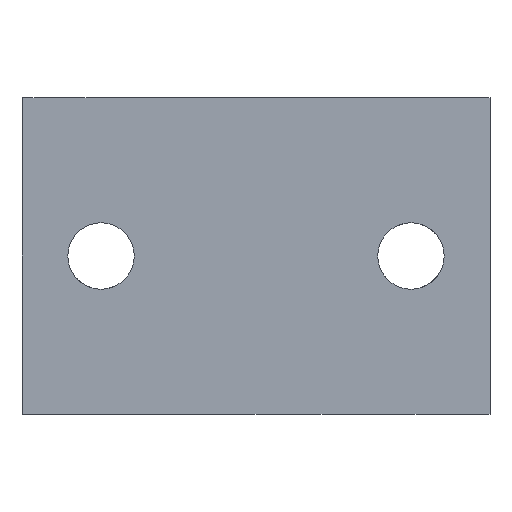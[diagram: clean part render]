
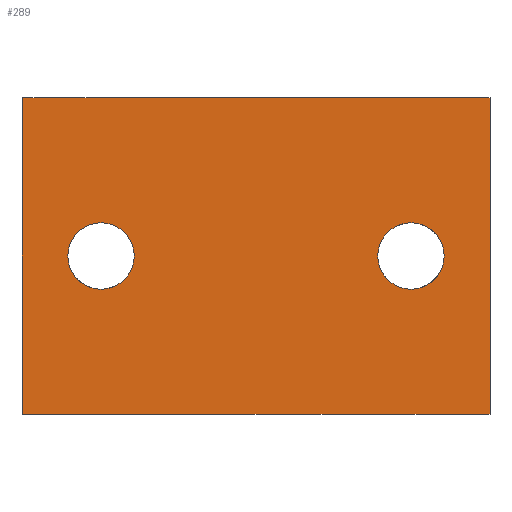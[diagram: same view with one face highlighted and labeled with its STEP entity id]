
A CAD part, left-side view. The second image highlights one B-rep face of the part: STEP entity #289.
In plain terms, the highlighted planar face has unit normal (-1, 0, 0).
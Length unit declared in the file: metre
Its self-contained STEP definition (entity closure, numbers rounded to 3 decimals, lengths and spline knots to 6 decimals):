
#15=PLANE('',#324);
#30=LINE('',#471,#50);
#37=LINE('',#534,#57);
#42=LINE('',#547,#62);
#43=LINE('',#549,#63);
#50=VECTOR('',#350,1.);
#57=VECTOR('',#371,1.);
#62=VECTOR('',#384,1.);
#63=VECTOR('',#385,1.);
#105=ORIENTED_EDGE('',*,*,#173,.T.);
#106=ORIENTED_EDGE('',*,*,#174,.T.);
#107=ORIENTED_EDGE('',*,*,#175,.F.);
#108=ORIENTED_EDGE('',*,*,#176,.F.);
#109=ORIENTED_EDGE('',*,*,#168,.T.);
#110=ORIENTED_EDGE('',*,*,#153,.F.);
#153=EDGE_CURVE('',#191,#192,#30,.T.);
#168=EDGE_CURVE('',#204,#192,#37,.T.);
#173=EDGE_CURVE('',#206,#206,#217,.T.);
#174=EDGE_CURVE('',#207,#207,#218,.T.);
#175=EDGE_CURVE('',#208,#191,#42,.T.);
#176=EDGE_CURVE('',#204,#208,#43,.T.);
#191=VERTEX_POINT('',#472);
#192=VERTEX_POINT('',#473);
#204=VERTEX_POINT('',#535);
#206=VERTEX_POINT('',#544);
#207=VERTEX_POINT('',#546);
#208=VERTEX_POINT('',#548);
#217=CIRCLE('',#325,0.0021);
#218=CIRCLE('',#326,0.0021);
#233=EDGE_LOOP('',(#105));
#234=EDGE_LOOP('',(#106));
#235=EDGE_LOOP('',(#107,#108,#109,#110));
#261=FACE_BOUND('',#233,.T.);
#262=FACE_BOUND('',#234,.T.);
#263=FACE_BOUND('',#235,.T.);
#289=ADVANCED_FACE('',(#261,#262,#263),#15,.T.);
#324=AXIS2_PLACEMENT_3D('',#542,#378,#379);
#325=AXIS2_PLACEMENT_3D('',#543,#380,#381);
#326=AXIS2_PLACEMENT_3D('',#545,#382,#383);
#350=DIRECTION('',(0.,-1.,0.));
#371=DIRECTION('',(0.,0.,1.));
#378=DIRECTION('',(-1.,0.,0.));
#379=DIRECTION('',(0.,0.,1.));
#380=DIRECTION('',(1.,0.,0.));
#381=DIRECTION('',(0.,1.,0.));
#382=DIRECTION('',(1.,0.,0.));
#383=DIRECTION('',(0.,1.,0.));
#384=DIRECTION('',(0.,0.,1.));
#385=DIRECTION('',(0.,1.,0.));
#471=CARTESIAN_POINT('',(-0.014135,0.009587,0.05807));
#472=CARTESIAN_POINT('',(-0.014135,0.014797,0.05807));
#473=CARTESIAN_POINT('',(-0.014135,-0.014797,0.05807));
#534=CARTESIAN_POINT('',(-0.014135,-0.014797,0.052068));
#535=CARTESIAN_POINT('',(-0.014135,-0.014797,0.03807));
#542=CARTESIAN_POINT('',(-0.014135,0.009587,0.052068));
#543=CARTESIAN_POINT('',(-0.014135,-0.009797,0.04807));
#544=CARTESIAN_POINT('',(-0.014135,-0.007697,0.04807));
#545=CARTESIAN_POINT('',(-0.014135,0.009797,0.04807));
#546=CARTESIAN_POINT('',(-0.014135,0.011897,0.04807));
#547=CARTESIAN_POINT('',(-0.014135,0.014797,0.052068));
#548=CARTESIAN_POINT('',(-0.014135,0.014797,0.03807));
#549=CARTESIAN_POINT('',(-0.014135,0.009587,0.03807));
